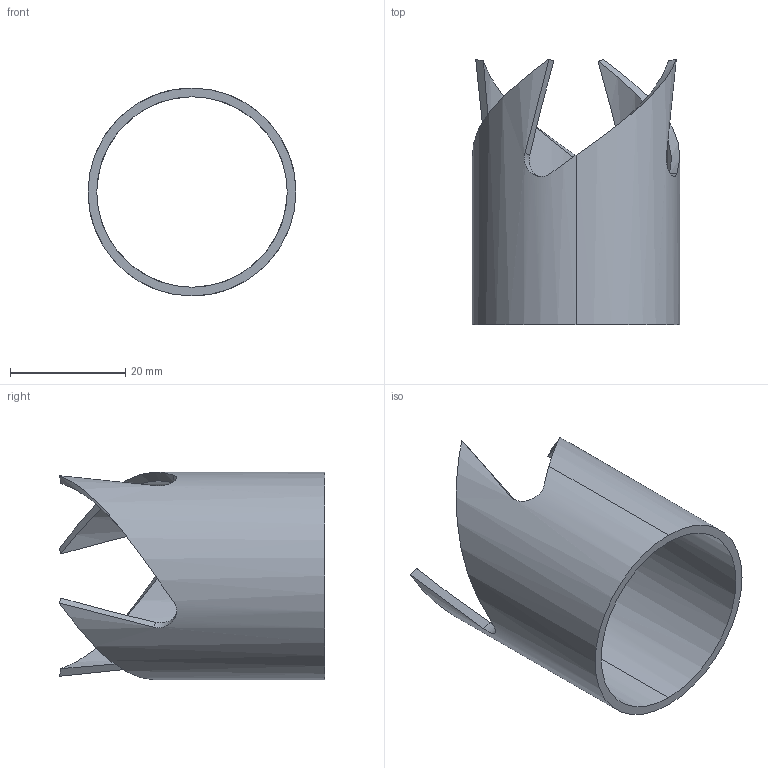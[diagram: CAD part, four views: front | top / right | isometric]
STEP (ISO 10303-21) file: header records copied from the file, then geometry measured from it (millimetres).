
FILE_DESCRIPTION (( 'STEP AP214' ), '1' );
FILE_NAME ('4zack_Olli.STEP', '2012-12-03T14:15:47', ( 'Technik' ), ( 'Pantron Instruments GmbH' ), 'SwSTEP 2.0', 'SolidWorks 2012', '' );
FILE_SCHEMA (( 'AUTOMOTIVE_DESIGN' ));
Length unit declared in the file: millimetre
Products named in the file (1): 4zack_Olli
Bounding box: 36 x 45.97 x 36 mm (x, y, z)
Volume: 5502.9 mm3; surface area: 7866.1 mm2
Topology: 1 solids, 1 shells, 17 faces, 48 edges, 32 vertices
Faces by surface type: bspline 8, plane 5, cylinder 4
Entity records: 1216 total; most frequent: CARTESIAN_POINT 862, ORIENTED_EDGE 96, EDGE_CURVE 48, DIRECTION 32, VERTEX_POINT 32, B_SPLINE_CURVE_WITH_KNOTS 20, EDGE_LOOP 18, FACE_OUTER_BOUND 17
